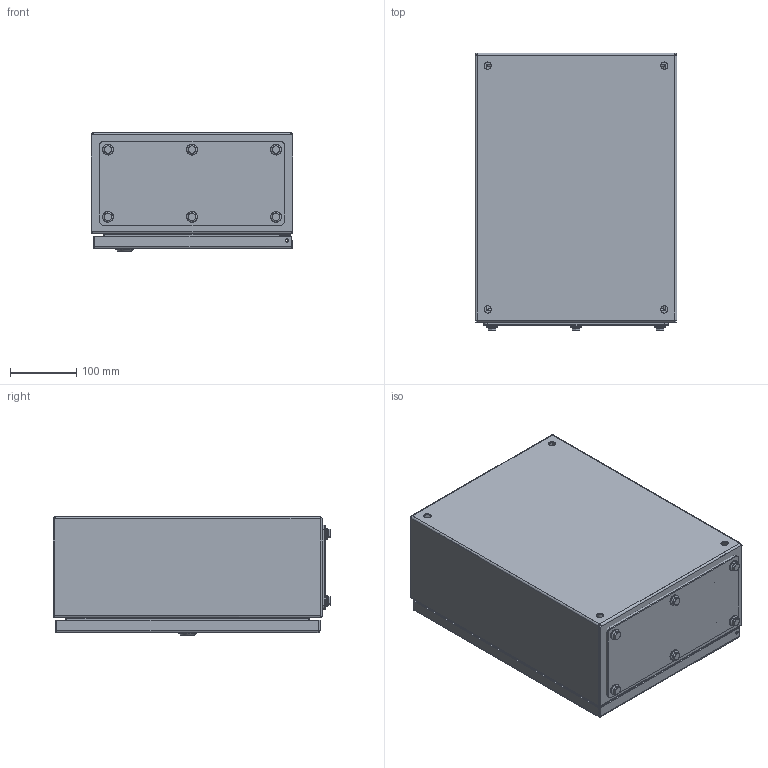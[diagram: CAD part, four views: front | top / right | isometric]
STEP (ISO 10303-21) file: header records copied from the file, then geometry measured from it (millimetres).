
FILE_DESCRIPTION(/* description */ ('N412,SD,16X12X6,ULTIMATE,GLAND PLATE'),/* implementation_level */ '2;1');
FILE_NAME(/* name */ 'N412161206CGP.stp',/* time_stamp */ '2020-01-06T15:39:59-06:00',/* author */ ('GJ'),/* organization */ (''),/* preprocessor_version */ 'ST-DEVELOPER v18',/* originating_system */ 'Autodesk Inventor 2020',/* authorisation */ '');
FILE_SCHEMA (('AUTOMOTIVE_DESIGN { 1 0 10303 214 3 1 1 }'));
Products named in the file (30): N412161206CGP; N4121612CGPLID; N412161206CGPBKP; N412C1612FIP; GP1206; GP1206GP; GP1206GSK; HFW3161; 3889; HFW328210; 35124; 1000-u155_asm; 1000-14; 1000-24; 1000-u142_asm; 1000-318; 1000-03; 1000-277-01; HFW328209; HFW328207_21068-BOX LEAF_316SS; HFW328207_21068-PIN_316SS; HFW328207_21068-POM CLIP; HFW328207_17723-UTI BRACKET; HFW328207_17380_316 SS; HFW328207_17910; 38846; 30221; 3907; ANSI B18.6.3 - 1/4 - 28; 3905
Assembly tree (58 placements, depth 4):
  N412161206CGP
    N4121612CGPLID
    N412161206CGPBKP
    N412C1612FIP
    GP1206
      GP1206GP
      GP1206GSK
    HFW3161  x2
    3889  x4
    HFW328210  x2
    35124
      1000-u155_asm
      1000-14
      1000-24
      1000-u142_asm
        1000-318
        1000-03
        1000-277-01
    HFW328209  x2
      HFW328207_21068-BOX LEAF_316SS
      HFW328207_21068-PIN_316SS
      HFW328207_21068-POM CLIP
      HFW328207_17723-UTI BRACKET
      HFW328207_17380_316 SS
      HFW328207_17910
    38846  x2
    30221  x6
    3907  x6
    ANSI B18.6.3 - 1/4 - 28  x6
    3905  x6
Bounding box: 304.8 x 419.6 x 178.91 mm (x, y, z)
Volume: 1300182.4 mm3; surface area: 1247438 mm2
Topology: 63 solids, 65 shells, 2075 faces, 5267 edges, 3343 vertices
Faces by surface type: plane 772, cylinder 694, cone 321, bspline 232, torus 52, sphere 4
Full cylindrical faces by diameter (mm): 2.362 x4, 3.317 x68, 3.454 x4, 3.5 x4, 3.962 x2, 4.039 x4, 4.064 x12, 4.166 x68, 4.25 x4, 4.572 x6, 4.724 x16, 4.775 x6, 5 x1, 5.359 x6, 5.969 x6, 6 x1, 6.35 x16, 6.502 x4, 6.985 x6, 7.137 x18, 7.366 x6, 8.128 x4, 8.382 x8, 8.56 x2, 9.144 x4, 9.9 x1, 10 x2, 10.2 x1, 11.05 x1, 11.112 x4
Entity records: 46486 total; most frequent: CARTESIAN_POINT 17060, ORIENTED_EDGE 5782, DIRECTION 5690, EDGE_CURVE 2893, AXIS2_PLACEMENT_3D 2113, VERTEX_POINT 1823, LINE 1464, VECTOR 1464
